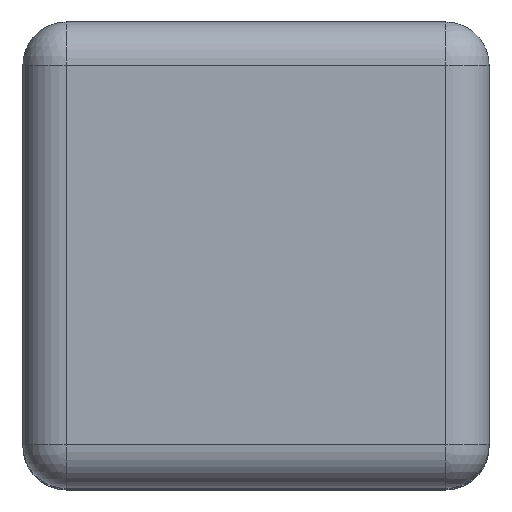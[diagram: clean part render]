
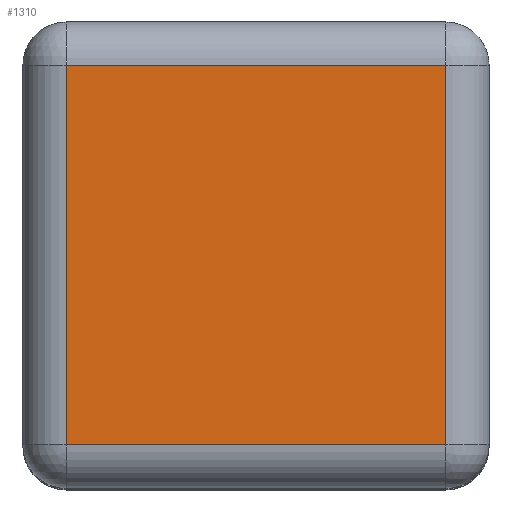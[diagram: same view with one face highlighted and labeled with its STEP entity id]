
A CAD part, top view. The second image highlights one B-rep face of the part: STEP entity #1310.
In plain terms, the highlighted planar face has unit normal (0, 0, 1).
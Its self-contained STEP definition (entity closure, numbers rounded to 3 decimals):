
#3 = VECTOR ( 'NONE', #847, 1000. ) ;
#32 = EDGE_CURVE ( 'NONE', #237, #1824, #1002, .T. ) ;
#113 = LINE ( 'NONE', #413, #3 ) ;
#159 = DIRECTION ( 'NONE',  ( 0., 0., -1. ) ) ;
#232 = EDGE_CURVE ( 'NONE', #1491, #237, #641, .T. ) ;
#237 = VERTEX_POINT ( 'NONE', #803 ) ;
#270 = VECTOR ( 'NONE', #1076, 1000. ) ;
#347 = DIRECTION ( 'NONE',  ( -1., 0., 0. ) ) ;
#379 = ORIENTED_EDGE ( 'NONE', *, *, #32, .T. ) ;
#391 = EDGE_CURVE ( 'NONE', #1824, #996, #1713, .T. ) ;
#413 = CARTESIAN_POINT ( 'NONE',  ( 0., 2.44, 0. ) ) ;
#432 = DIRECTION ( 'NONE',  ( 1., 0., 0. ) ) ;
#442 = AXIS2_PLACEMENT_3D ( 'NONE', #1656, #159, #347 ) ;
#461 = EDGE_LOOP ( 'NONE', ( #896, #1359, #1840, #379 ) ) ;
#536 = CARTESIAN_POINT ( 'NONE',  ( 2.44, 2.69, 0. ) ) ;
#641 = LINE ( 'NONE', #1654, #270 ) ;
#696 = CARTESIAN_POINT ( 'NONE',  ( 0.25, 2.44, 0. ) ) ;
#803 = CARTESIAN_POINT ( 'NONE',  ( 0.25, 0.25, 0. ) ) ;
#847 = DIRECTION ( 'NONE',  ( -1., 0., 0. ) ) ;
#884 = EDGE_CURVE ( 'NONE', #996, #1491, #113, .T. ) ;
#896 = ORIENTED_EDGE ( 'NONE', *, *, #391, .T. ) ;
#978 = CARTESIAN_POINT ( 'NONE',  ( 2.69, 0.25, 0. ) ) ;
#996 = VERTEX_POINT ( 'NONE', #1691 ) ;
#1002 = LINE ( 'NONE', #978, #1386 ) ;
#1003 = CARTESIAN_POINT ( 'NONE',  ( 2.44, 0.25, 0. ) ) ;
#1076 = DIRECTION ( 'NONE',  ( 0., -1., 0. ) ) ;
#1113 = DIRECTION ( 'NONE',  ( 0., 1., 0. ) ) ;
#1197 = PLANE ( 'NONE',  #442 ) ;
#1310 = ADVANCED_FACE ( 'NONE', ( #1346 ), #1197, .F. ) ;
#1346 = FACE_OUTER_BOUND ( 'NONE', #461, .T. ) ;
#1359 = ORIENTED_EDGE ( 'NONE', *, *, #884, .T. ) ;
#1386 = VECTOR ( 'NONE', #432, 1000. ) ;
#1491 = VERTEX_POINT ( 'NONE', #696 ) ;
#1567 = VECTOR ( 'NONE', #1113, 1000. ) ;
#1654 = CARTESIAN_POINT ( 'NONE',  ( 0.25, 0., 0. ) ) ;
#1656 = CARTESIAN_POINT ( 'NONE',  ( 0., 0., 0. ) ) ;
#1691 = CARTESIAN_POINT ( 'NONE',  ( 2.44, 2.44, 0. ) ) ;
#1713 = LINE ( 'NONE', #536, #1567 ) ;
#1824 = VERTEX_POINT ( 'NONE', #1003 ) ;
#1840 = ORIENTED_EDGE ( 'NONE', *, *, #232, .T. ) ;
